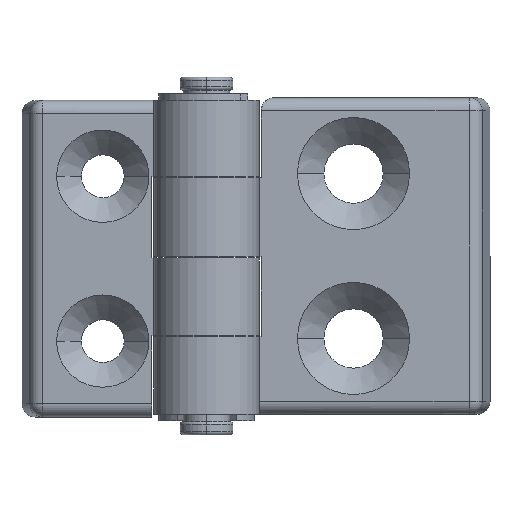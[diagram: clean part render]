
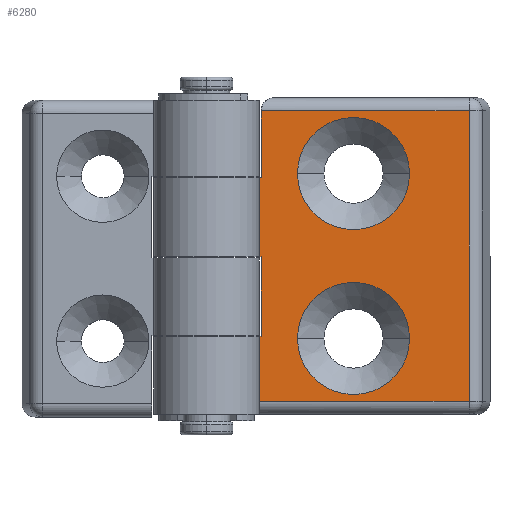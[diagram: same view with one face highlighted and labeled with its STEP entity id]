
A CAD part, top view. The second image highlights one B-rep face of the part: STEP entity #6280.
In plain terms, the highlighted planar face has unit normal (0, 0, 1).
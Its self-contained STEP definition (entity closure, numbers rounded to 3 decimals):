
#53 = CARTESIAN_POINT ( 'NONE',  ( -14.3, 24., 4. ) ) ;
#73 = ORIENTED_EDGE ( 'NONE', *, *, #2460, .F. ) ;
#97 = VERTEX_POINT ( 'NONE', #5771 ) ;
#100 = DIRECTION ( 'NONE',  ( 0., -1., 0. ) ) ;
#148 = DIRECTION ( 'NONE',  ( 0., 0., 1. ) ) ;
#176 = DIRECTION ( 'NONE',  ( 0., -1., 0. ) ) ;
#178 = CARTESIAN_POINT ( 'NONE',  ( -14.3, -12.2, 4. ) ) ;
#341 = VERTEX_POINT ( 'NONE', #5563 ) ;
#390 = ORIENTED_EDGE ( 'NONE', *, *, #4579, .T. ) ;
#422 = EDGE_CURVE ( 'NONE', #2494, #746, #4160, .T. ) ;
#480 = VECTOR ( 'NONE', #3872, 1000. ) ;
#582 = VECTOR ( 'NONE', #1386, 1000. ) ;
#598 = EDGE_CURVE ( 'NONE', #982, #97, #1420, .T. ) ;
#746 = VERTEX_POINT ( 'NONE', #1050 ) ;
#903 = CARTESIAN_POINT ( 'NONE',  ( 19.2, -22., 4. ) ) ;
#927 = CIRCLE ( 'NONE', #5775, 8.5 ) ;
#949 = CARTESIAN_POINT ( 'NONE',  ( 8.5, 12.5, 4. ) ) ;
#974 = EDGE_LOOP ( 'NONE', ( #5236, #4323, #4834, #1331, #5536, #6072, #390, #73, #3789, #1678 ) ) ;
#975 = VECTOR ( 'NONE', #2819, 1000. ) ;
#982 = VERTEX_POINT ( 'NONE', #5066 ) ;
#1015 = CARTESIAN_POINT ( 'NONE',  ( -14., 11.9, 4. ) ) ;
#1050 = CARTESIAN_POINT ( 'NONE',  ( 8.5, -12.5, 4. ) ) ;
#1054 = DIRECTION ( 'NONE',  ( 1., 0., 0. ) ) ;
#1084 = DIRECTION ( 'NONE',  ( 0., 0., -1. ) ) ;
#1119 = EDGE_CURVE ( 'NONE', #5906, #5677, #4606, .T. ) ;
#1143 = DIRECTION ( 'NONE',  ( 0., 0., 1. ) ) ;
#1317 = AXIS2_PLACEMENT_3D ( 'NONE', #3825, #4253, #1350 ) ;
#1331 = ORIENTED_EDGE ( 'NONE', *, *, #1119, .F. ) ;
#1338 = EDGE_LOOP ( 'NONE', ( #2361, #3935 ) ) ;
#1344 = FACE_OUTER_BOUND ( 'NONE', #974, .T. ) ;
#1350 = DIRECTION ( 'NONE',  ( 1., 0., 0. ) ) ;
#1386 = DIRECTION ( 'NONE',  ( 1., 0., 0. ) ) ;
#1420 = LINE ( 'NONE', #903, #582 ) ;
#1485 = ORIENTED_EDGE ( 'NONE', *, *, #4660, .F. ) ;
#1518 = DIRECTION ( 'NONE',  ( 0., -1., 0. ) ) ;
#1568 = VECTOR ( 'NONE', #6177, 1000. ) ;
#1678 = ORIENTED_EDGE ( 'NONE', *, *, #598, .T. ) ;
#1734 = CARTESIAN_POINT ( 'NONE',  ( -14., 0., 4. ) ) ;
#1853 = LINE ( 'NONE', #5450, #4040 ) ;
#1878 = FACE_BOUND ( 'NONE', #3947, .T. ) ;
#1990 = CARTESIAN_POINT ( 'NONE',  ( -14., -0.1, 4. ) ) ;
#2009 = CARTESIAN_POINT ( 'NONE',  ( 0., 12.5, 4. ) ) ;
#2022 = CARTESIAN_POINT ( 'NONE',  ( 0., 0., 4. ) ) ;
#2037 = CARTESIAN_POINT ( 'NONE',  ( -14.3, 24., 4. ) ) ;
#2175 = CARTESIAN_POINT ( 'NONE',  ( -14., 22., 4. ) ) ;
#2206 = DIRECTION ( 'NONE',  ( 1., 0., 0. ) ) ;
#2252 = VERTEX_POINT ( 'NONE', #4808 ) ;
#2352 = DIRECTION ( 'NONE',  ( 0., 1., 0. ) ) ;
#2361 = ORIENTED_EDGE ( 'NONE', *, *, #5793, .T. ) ;
#2394 = VERTEX_POINT ( 'NONE', #1990 ) ;
#2460 = EDGE_CURVE ( 'NONE', #4293, #2252, #1853, .T. ) ;
#2494 = VERTEX_POINT ( 'NONE', #3537 ) ;
#2583 = AXIS2_PLACEMENT_3D ( 'NONE', #4616, #1084, #2206 ) ;
#2711 = FACE_BOUND ( 'NONE', #1338, .T. ) ;
#2722 = EDGE_CURVE ( 'NONE', #341, #6138, #927, .T. ) ;
#2773 = CARTESIAN_POINT ( 'NONE',  ( -14., 0., 4. ) ) ;
#2793 = EDGE_CURVE ( 'NONE', #5906, #3963, #4963, .T. ) ;
#2819 = DIRECTION ( 'NONE',  ( 0., -1., 0. ) ) ;
#2842 = AXIS2_PLACEMENT_3D ( 'NONE', #5017, #6025, #3628 ) ;
#2867 = CARTESIAN_POINT ( 'NONE',  ( 17.54, 0., 4. ) ) ;
#3033 = DIRECTION ( 'NONE',  ( 1., 0., 0. ) ) ;
#3041 = DIRECTION ( 'NONE',  ( 1., 0., 0. ) ) ;
#3155 = CARTESIAN_POINT ( 'NONE',  ( 17.54, 22., 4. ) ) ;
#3159 = EDGE_CURVE ( 'NONE', #3963, #2394, #5942, .T. ) ;
#3201 = AXIS2_PLACEMENT_3D ( 'NONE', #2022, #1143, #3041 ) ;
#3217 = CARTESIAN_POINT ( 'NONE',  ( 0., 11.9, 4. ) ) ;
#3236 = EDGE_CURVE ( 'NONE', #3339, #5677, #5638, .T. ) ;
#3339 = VERTEX_POINT ( 'NONE', #2175 ) ;
#3514 = VECTOR ( 'NONE', #100, 1000. ) ;
#3537 = CARTESIAN_POINT ( 'NONE',  ( -8.5, -12.5, 4. ) ) ;
#3570 = CIRCLE ( 'NONE', #2583, 8.5 ) ;
#3597 = EDGE_CURVE ( 'NONE', #97, #4313, #5250, .T. ) ;
#3628 = DIRECTION ( 'NONE',  ( 1., 0., 0. ) ) ;
#3788 = VECTOR ( 'NONE', #1518, 1000. ) ;
#3789 = ORIENTED_EDGE ( 'NONE', *, *, #4951, .T. ) ;
#3825 = CARTESIAN_POINT ( 'NONE',  ( 0., 12.5, 4. ) ) ;
#3861 = CIRCLE ( 'NONE', #1317, 8.5 ) ;
#3872 = DIRECTION ( 'NONE',  ( -1., 0., 0. ) ) ;
#3935 = ORIENTED_EDGE ( 'NONE', *, *, #422, .T. ) ;
#3947 = EDGE_LOOP ( 'NONE', ( #1485, #4595 ) ) ;
#3963 = VERTEX_POINT ( 'NONE', #5644 ) ;
#4040 = VECTOR ( 'NONE', #3033, 1000. ) ;
#4093 = EDGE_CURVE ( 'NONE', #4313, #3339, #5506, .T. ) ;
#4119 = VECTOR ( 'NONE', #4957, 1000. ) ;
#4160 = CIRCLE ( 'NONE', #2842, 8.5 ) ;
#4253 = DIRECTION ( 'NONE',  ( 0., 0., 1. ) ) ;
#4293 = VERTEX_POINT ( 'NONE', #178 ) ;
#4313 = VERTEX_POINT ( 'NONE', #3155 ) ;
#4323 = ORIENTED_EDGE ( 'NONE', *, *, #4093, .T. ) ;
#4362 = CARTESIAN_POINT ( 'NONE',  ( -14., 22., 4. ) ) ;
#4514 = PLANE ( 'NONE',  #3201 ) ;
#4579 = EDGE_CURVE ( 'NONE', #2394, #2252, #5921, .T. ) ;
#4595 = ORIENTED_EDGE ( 'NONE', *, *, #2722, .F. ) ;
#4606 = LINE ( 'NONE', #3217, #1568 ) ;
#4616 = CARTESIAN_POINT ( 'NONE',  ( 0., -12.5, 4. ) ) ;
#4660 = EDGE_CURVE ( 'NONE', #6138, #341, #3861, .T. ) ;
#4725 = CARTESIAN_POINT ( 'NONE',  ( -14.3, 11.9, 4. ) ) ;
#4808 = CARTESIAN_POINT ( 'NONE',  ( -14., -12.2, 4. ) ) ;
#4834 = ORIENTED_EDGE ( 'NONE', *, *, #3236, .T. ) ;
#4951 = EDGE_CURVE ( 'NONE', #4293, #982, #5758, .T. ) ;
#4957 = DIRECTION ( 'NONE',  ( 1., 0., 0. ) ) ;
#4963 = LINE ( 'NONE', #2037, #3514 ) ;
#5017 = CARTESIAN_POINT ( 'NONE',  ( 0., -12.5, 4. ) ) ;
#5024 = CARTESIAN_POINT ( 'NONE',  ( 0., -0.1, 4. ) ) ;
#5066 = CARTESIAN_POINT ( 'NONE',  ( -14.3, -22., 4. ) ) ;
#5236 = ORIENTED_EDGE ( 'NONE', *, *, #3597, .T. ) ;
#5250 = LINE ( 'NONE', #2867, #6238 ) ;
#5450 = CARTESIAN_POINT ( 'NONE',  ( 0., -12.2, 4. ) ) ;
#5506 = LINE ( 'NONE', #4362, #480 ) ;
#5536 = ORIENTED_EDGE ( 'NONE', *, *, #2793, .T. ) ;
#5563 = CARTESIAN_POINT ( 'NONE',  ( -8.5, 12.5, 4. ) ) ;
#5638 = LINE ( 'NONE', #1734, #6106 ) ;
#5644 = CARTESIAN_POINT ( 'NONE',  ( -14.3, -0.1, 4. ) ) ;
#5677 = VERTEX_POINT ( 'NONE', #1015 ) ;
#5758 = LINE ( 'NONE', #53, #3788 ) ;
#5771 = CARTESIAN_POINT ( 'NONE',  ( 17.54, -22., 4. ) ) ;
#5775 = AXIS2_PLACEMENT_3D ( 'NONE', #2009, #148, #1054 ) ;
#5793 = EDGE_CURVE ( 'NONE', #746, #2494, #3570, .T. ) ;
#5906 = VERTEX_POINT ( 'NONE', #4725 ) ;
#5921 = LINE ( 'NONE', #2773, #975 ) ;
#5942 = LINE ( 'NONE', #5024, #4119 ) ;
#6025 = DIRECTION ( 'NONE',  ( 0., 0., -1. ) ) ;
#6072 = ORIENTED_EDGE ( 'NONE', *, *, #3159, .T. ) ;
#6106 = VECTOR ( 'NONE', #176, 1000. ) ;
#6138 = VERTEX_POINT ( 'NONE', #949 ) ;
#6177 = DIRECTION ( 'NONE',  ( 1., 0., 0. ) ) ;
#6238 = VECTOR ( 'NONE', #2352, 1000. ) ;
#6280 = ADVANCED_FACE ( 'NONE', ( #2711, #1878, #1344 ), #4514, .T. ) ;
